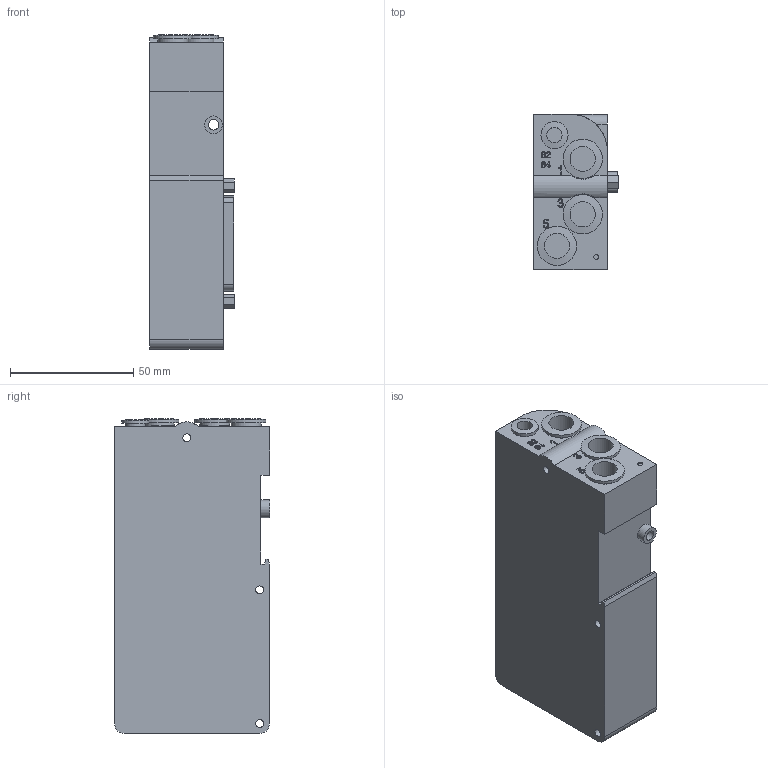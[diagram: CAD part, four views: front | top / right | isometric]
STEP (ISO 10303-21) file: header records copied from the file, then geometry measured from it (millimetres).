
FILE_DESCRIPTION(/* description */ ('TERMINALE DI USCITA 25 POLI'),/* implementation_level */ '2;1');
FILE_NAME(/* name */ '2240_03_25P.stp',/* time_stamp */ '2016-04-26T16:29:07+02:00',/* author */ ('Maniean1'),/* organization */ ('Pneumax S.p.A.'),/* preprocessor_version */ 'ST-DEVELOPER v15.2',/* originating_system */ 'Autodesk Inventor 2014',/* authorisation */ '');
FILE_SCHEMA (('CONFIG_CONTROL_DESIGN','AUTOMOTIVE_DESIGN { 1 0 10303 214 3 1 1 }'));
Length unit declared in the file: millimetre
Products named in the file (1): 2240_03_25P
Bounding box: 34.5 x 63 x 127.92 mm (x, y, z)
Volume: 223574.7 mm3; surface area: 32846.9 mm2
Topology: 1 solids, 1 shells, 204 faces, 511 edges, 337 vertices
Faces by surface type: plane 96, bspline 66, cylinder 34, cone 4, sphere 4
Full cylindrical faces by diameter (mm): 2 x1, 2.156 x2, 3.2 x3, 4.2 x1, 5.5 x3, 6.2 x1, 7.2 x1, 8 x1, 10.2 x3, 11 x1, 12.2 x3, 16 x3
Entity records: 6594 total; most frequent: CARTESIAN_POINT 2085, ORIENTED_EDGE 954, DIRECTION 689, EDGE_CURVE 477, VERTEX_POINT 334, LINE 273, VECTOR 273, EDGE_LOOP 271
